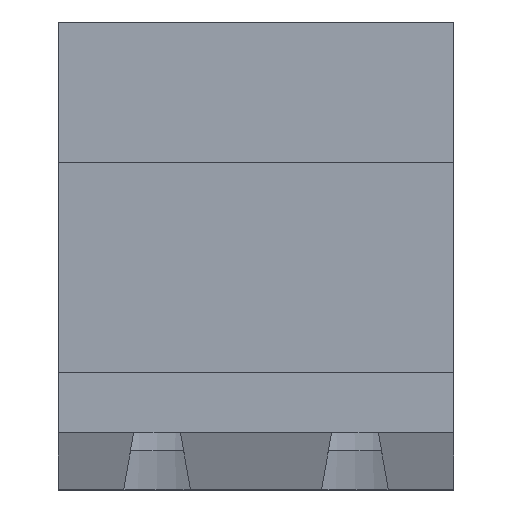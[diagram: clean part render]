
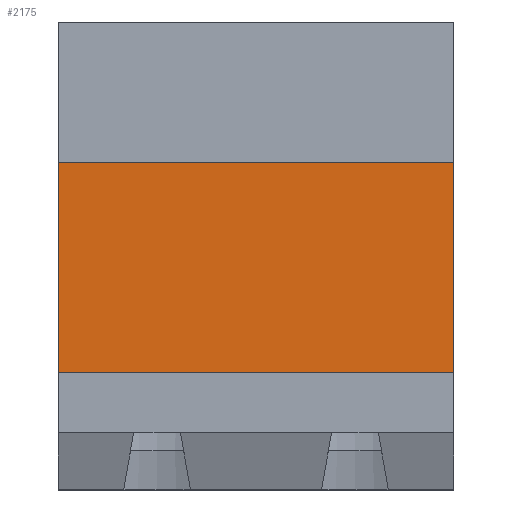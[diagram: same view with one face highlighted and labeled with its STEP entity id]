
A CAD part, top view. The second image highlights one B-rep face of the part: STEP entity #2175.
In plain terms, the highlighted planar face has unit normal (0, -0.018, 1).
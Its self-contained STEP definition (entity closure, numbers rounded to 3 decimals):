
#115=FACE_OUTER_BOUND('',#235,.T.);
#235=EDGE_LOOP('',(#1627,#1628,#1629,#1630));
#377=LINE('',#3175,#653);
#437=LINE('',#3316,#713);
#438=LINE('',#3317,#714);
#439=LINE('',#3318,#715);
#653=VECTOR('',#2543,10.);
#713=VECTOR('',#2673,10.);
#714=VECTOR('',#2674,10.);
#715=VECTOR('',#2675,10.);
#907=VERTEX_POINT('',#3150);
#918=VERTEX_POINT('',#3173);
#963=VERTEX_POINT('',#3314);
#964=VERTEX_POINT('',#3315);
#1140=EDGE_CURVE('',#918,#907,#377,.T.);
#1210=EDGE_CURVE('',#963,#964,#437,.T.);
#1211=EDGE_CURVE('',#963,#907,#438,.T.);
#1212=EDGE_CURVE('',#964,#918,#439,.T.);
#1627=ORIENTED_EDGE('',*,*,#1210,.F.);
#1628=ORIENTED_EDGE('',*,*,#1211,.T.);
#1629=ORIENTED_EDGE('',*,*,#1140,.F.);
#1630=ORIENTED_EDGE('',*,*,#1212,.F.);
#2062=PLANE('',#2326);
#2175=ADVANCED_FACE('',(#115),#2062,.F.);
#2326=AXIS2_PLACEMENT_3D('',#3313,#2671,#2672);
#2543=DIRECTION('',(0.,-1.,-0.019));
#2671=DIRECTION('center_axis',(0.,0.019,-1.));
#2672=DIRECTION('ref_axis',(0.,1.,0.019));
#2673=DIRECTION('',(0.,1.,0.019));
#2674=DIRECTION('',(1.,0.,0.));
#2675=DIRECTION('',(1.,0.,0.));
#3150=CARTESIAN_POINT('',(7.62,-7.,7.75));
#3173=CARTESIAN_POINT('',(7.62,-1.6,7.85));
#3175=CARTESIAN_POINT('',(7.62,-8.571,7.721));
#3313=CARTESIAN_POINT('Origin',(-2.54,-7.,7.75));
#3314=CARTESIAN_POINT('',(-2.54,-7.,7.75));
#3315=CARTESIAN_POINT('',(-2.54,-1.6,7.85));
#3316=CARTESIAN_POINT('',(-2.54,-2.573,7.832));
#3317=CARTESIAN_POINT('',(2.54,-7.,7.75));
#3318=CARTESIAN_POINT('',(5.08,-1.6,7.85));
